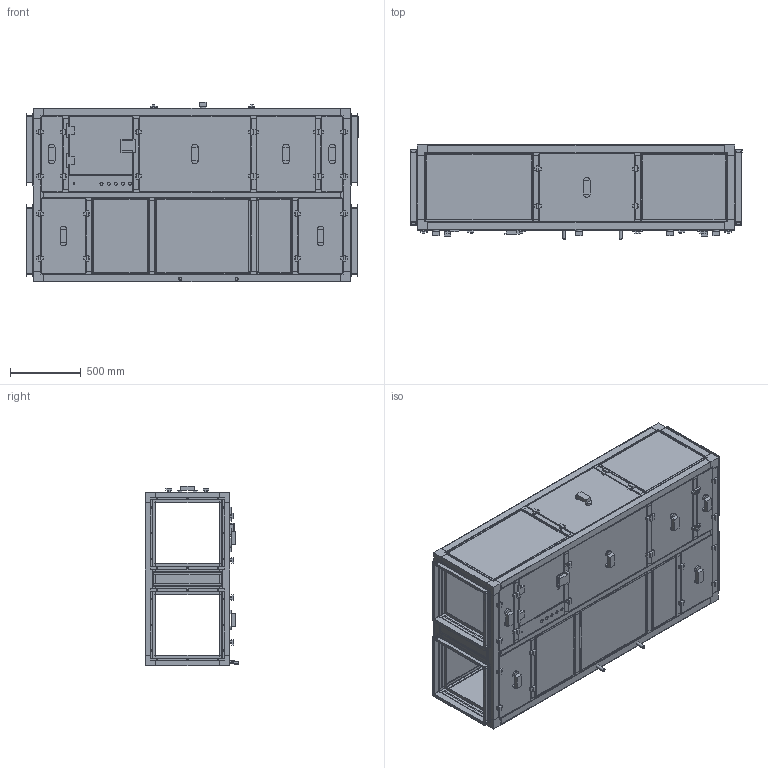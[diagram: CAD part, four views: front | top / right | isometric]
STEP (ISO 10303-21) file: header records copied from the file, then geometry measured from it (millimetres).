
FILE_DESCRIPTION (( 'STEP AP203' ), '1' );
FILE_NAME ('M4516V L.STEP', '2024-09-23T10:16:47', ( '' ), ( '' ), 'SwSTEP 2.0', 'SolidWorks 2023', '' );
FILE_SCHEMA (( 'CONFIG_CONTROL_DESIGN' ));
Length unit declared in the file: millimetre
Products named in the file (164): AynalamaM4516VR_2.0 2202_Parça kodlu.STEP.STEP; AynalamaM4516VR_2.0 2013 DC-EN_Plastik.STEP1.STEP; AynalamaM4516V R.STEP.STEP; AynalamaM4516VR_2.0 2013 TY.STEP1.STEP; AynalamaM4516VR_2.0 2002 PIC-YUK.STEP1.STEP; AynalamaM4516VR_2.0 2007 TY.STEP1.STEP; AynalamaM4516VR_2.0 1401_3 delikli _1500.STEP1.STEP; AynalamaM4516VR_2.0 2003 DC-YUK_Plastik.STEP1.STEP; AynalamaM4516VR_2.0 2007 DC-YUK_Plastik.STEP1.STEP; AynalamaM4516VR_2.0 2012 D_Manometreli.STEP1.STEP; AynalamaM4516VR_2.0 2005 D_Düz.STEP1.STEP; AynalamaM4516VR_2.0 2001 DC-YUK_Plastik.STEP1.STEP; AynalamaM4516VR_2.0 2009 PIC-YUK.STEP1.STEP; AynalamaM4516VR_2.0 2003 TY.STEP1.STEP; AynalamaM4516VR_2.0 2001 I_Düz.STEP1.STEP; AynalamaM4516VR_2.0 2007 PIC-YUK.STEP1.STEP; AynalamaM4516VR_2.0 2100_Parça kodlu.STEP.STEP; AynalamaM4516VR_2.0 1405_3 delikli _1500.STEP1.STEP; AynalamaM4516VR_2.0-AB.STEP1.STEP; AynalamaM4516VR_2.0 2005_Parça kodlu.STEP.STEP; AynalamaM4516VR_2.0 2002 I_Düz.STEP1.STEP; AynalamaM4516VR_2.0 2100 D_Düz.STEP1.STEP; AynalamaM4516VR_2.0 2202 BC.STEP1.STEP; AynalamaM4516VR_2.0 2013 I_Düz.STEP1.STEP; AynalamaM4516VR_2.0 2008 DC-EN_Plastik.STEP1.STEP; AynalamaM4516VR_2.0 2010 PIC-YUK.STEP1.STEP; AynalamaM4516VR_2.0 2008_Parça kodlu.STEP.STEP; AynalamaM4516VR_2.0 2204 D_Düz.STEP1.STEP; AynalamaM4516VR_2.0 2011 TY.STEP1.STEP; AynalamaM4516VR_2.0 2002 PIC-EN.STEP1.STEP; AynalamaM4516VR_2.0 2001 TY.STEP1.STEP; AynalamaM4516VR_2.0 2008 PIC-EN.STEP1.STEP; AynalamaM4516VR_2.0 2202 D_Düz.STEP1.STEP; AynalamaM4516VR_2.0 2013 PIC-EN.STEP1.STEP; AynalamaM4516VR_2.0 2009 D_Düz.STEP1.STEP; AynalamaM4516VR_2.0 2201 I_Düz.STEP1.STEP; AynalamaM4516VR_2.0 2007 I_Düz.STEP1.STEP; M4516V L.STEP; AynalamaM4516VR_2.0 2009 DC-YUK_Plastik.STEP1.STEP; AynalamaM4516VR_2.0 2013_Parça kodlu.STEP.STEP ...
Assembly tree (392 placements, depth 7):
  M4516V L
    M4516V L.STEP
      AynalamaM4516V R.STEP.STEP
        AynalamaM4516VR_2.0-M51 Montaj.STEP1.STEP
          AynalamaM4516VR_2.0-M51-Profil Montaj.STEP1.STEP
            AynalamaM4516VR_2.0-K.Profil-26_Isı köprüsüz.STEP1.STEP  x4
            AynalamaM4516VR_2.0-K.Profil-25_Isı köprüsüz.STEP1.STEP  x4
            AynalamaM4516VR_2.0-K.Profil-27_Isı köprüsüz.STEP1.STEP  x4
            AynalamaM4516VR_2.0-A.Profil-7_Isı köprüsüz.STEP1.STEP  x2
            AynalamaM4516VR_2.0-AB.STEP1.STEP  x38
            AynalamaM4516VR_2.0-KB.STEP1.STEP  x8
            AynalamaM4516VR_2.0-A.Profil-8_Isı köprüsüz.STEP1.STEP
            AynalamaM4516VR_2.0-A.Profil-6_Isı köprüsüz.STEP1.STEP  x8
            AynalamaM4516VR_2.0-A.Profil-9_Isı köprüsüz.STEP1.STEP  x8
          AynalamaM4516VR_2.0 2001_Parça kodlu.STEP.STEP
            AynalamaM4516VR_2.0 2001 D_Düz.STEP1.STEP
            AynalamaM4516VR_2.0 2001 I_Düz.STEP1.STEP
            AynalamaM4516VR_2.0 2001 DC-EN_Plastik.STEP1.STEP  x2
            AynalamaM4516VR_2.0 2001 DC-YUK_Plastik.STEP1.STEP  x2
            AynalamaM4516VR_2.0 2001 PIC-EN.STEP1.STEP  x2
            AynalamaM4516VR_2.0 2001 PIC-YUK.STEP1.STEP  x2
            AynalamaM4516VR_2.0 2001 TY.STEP1.STEP
            AynalamaM4516VR_2.0 CBKP.STEP1.STEP  x4
          AynalamaM4516VR_2.0 2002_Parça kodlu.STEP.STEP
            AynalamaM4516VR_2.0 2002 D_Düz.STEP1.STEP
            AynalamaM4516VR_2.0 2002 I_Düz.STEP1.STEP
            AynalamaM4516VR_2.0 2002 DC-EN_Plastik.STEP1.STEP  x2
            AynalamaM4516VR_2.0 2002 DC-YUK_Plastik.STEP1.STEP  x2
            AynalamaM4516VR_2.0 2002 PIC-EN.STEP1.STEP  x2
            AynalamaM4516VR_2.0 2002 PIC-YUK.STEP1.STEP  x2
            AynalamaM4516VR_2.0 2002 TY.STEP1.STEP
            AynalamaM4516VR_2.0 CBKP.STEP1.STEP  x4
          AynalamaM4516VR_2.0 2003_Parça kodlu.STEP.STEP
            AynalamaM4516VR_2.0 2003 D_Düz.STEP1.STEP
            AynalamaM4516VR_2.0 2003 I_Düz.STEP1.STEP
            AynalamaM4516VR_2.0 2003 DC-EN_Plastik.STEP1.STEP  x2
            AynalamaM4516VR_2.0 2003 DC-YUK_Plastik.STEP1.STEP  x2
            AynalamaM4516VR_2.0 2003 PIC-EN.STEP1.STEP  x2
            AynalamaM4516VR_2.0 2003 PIC-YUK.STEP1.STEP  x2
            AynalamaM4516VR_2.0 2003 TY.STEP1.STEP
            AynalamaM4516VR_2.0 CBKP.STEP1.STEP  x4
          AynalamaM4516VR_2.0 2003_Parça kodlu.STEP1.STEP
            AynalamaM4516VR_2.0 2003 D_Düz.STEP1.STEP
            AynalamaM4516VR_2.0 2003 I_Düz.STEP1.STEP
            AynalamaM4516VR_2.0 2003 DC-EN_Plastik.STEP1.STEP  x2
            AynalamaM4516VR_2.0 2003 DC-YUK_Plastik.STEP1.STEP  x2
            AynalamaM4516VR_2.0 2003 PIC-EN.STEP1.STEP  x2
            AynalamaM4516VR_2.0 2003 PIC-YUK.STEP1.STEP  x2
            AynalamaM4516VR_2.0 2003 TY.STEP1.STEP
            AynalamaM4516VR_2.0 CBKP.STEP1.STEP  x4
          AynalamaM4516VR_2.0 2100_Parça kodlu.STEP.STEP
            AynalamaM4516VR_2.0 2100 D_Düz.STEP1.STEP
            AynalamaM4516VR_2.0 2100 I_Düz.STEP1.STEP
            AynalamaM4516VR_2.0 ME.STEP1.STEP  x2
            AynalamaM4516VR_2.0 Kİ.STEP1.STEP
            AynalamaM4516VR_2.0 2100 TY.STEP1.STEP
            AynalamaM4516VR_2.0 2100 BC.STEP1.STEP
          AynalamaM4516VR_2.0 2200_Parça kodlu.STEP.STEP
            AynalamaM4516VR_2.0 2200 D_Düz.STEP1.STEP
            AynalamaM4516VR_2.0 2200 I_Düz.STEP1.STEP
Bounding box: 2350 x 663.75 x 1273 mm (x, y, z)
Volume: 286198533.2 mm3; surface area: 63509245.2 mm2
Topology: 375 solids, 375 shells, 8261 faces, 19199 edges, 11716 vertices
Faces by surface type: plane 5698, cylinder 2319, bspline 244
Entity records: 169305 total; most frequent: CARTESIAN_POINT 33501, DIRECTION 23875, ORIENTED_EDGE 22090, EDGE_CURVE 11045, AXIS2_PLACEMENT_3D 8162, VECTOR 7551, LINE 7551, VERTEX_POINT 6508
